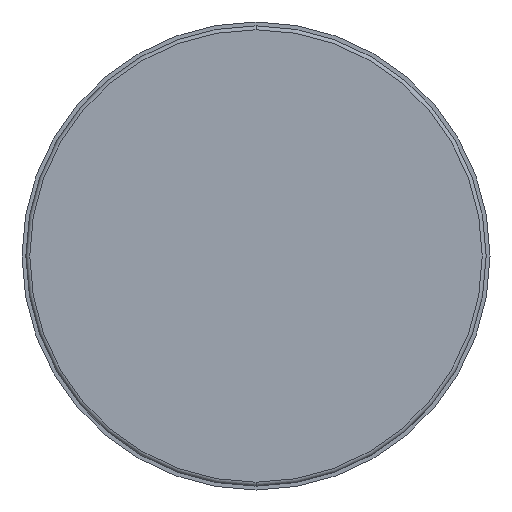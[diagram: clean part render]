
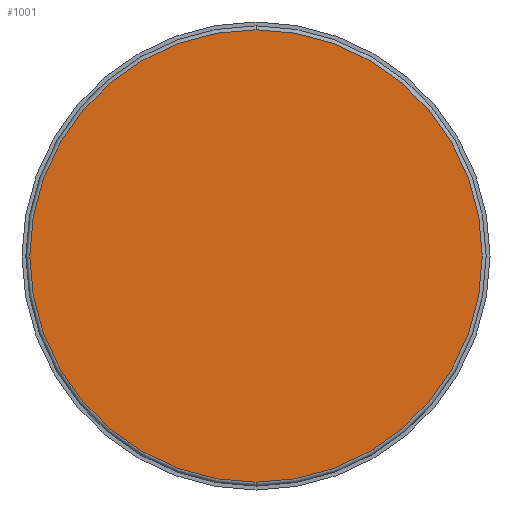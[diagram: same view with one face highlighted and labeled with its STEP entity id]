
A CAD part, front view. The second image highlights one B-rep face of the part: STEP entity #1001.
In plain terms, the highlighted planar face has unit normal (0, -1, 0).
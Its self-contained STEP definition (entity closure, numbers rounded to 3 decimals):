
#93 = CARTESIAN_POINT ( 'NONE',  ( 0., 0., 0. ) ) ;
#117 = DIRECTION ( 'NONE',  ( 0., 0., -1. ) ) ;
#164 = VERTEX_POINT ( 'NONE', #320 ) ;
#168 = CARTESIAN_POINT ( 'NONE',  ( 0., 0., -29. ) ) ;
#182 = DIRECTION ( 'NONE',  ( 0., -1., 0. ) ) ;
#277 = AXIS2_PLACEMENT_3D ( 'NONE', #594, #602, #117 ) ;
#320 = CARTESIAN_POINT ( 'NONE',  ( 0., 0., 29. ) ) ;
#366 = DIRECTION ( 'NONE',  ( 0., 0., -1. ) ) ;
#383 = CIRCLE ( 'NONE', #906, 29. ) ;
#415 = ORIENTED_EDGE ( 'NONE', *, *, #895, .T. ) ;
#469 = AXIS2_PLACEMENT_3D ( 'NONE', #484, #480, #951 ) ;
#472 = VERTEX_POINT ( 'NONE', #168 ) ;
#480 = DIRECTION ( 'NONE',  ( 0., -1., 0. ) ) ;
#484 = CARTESIAN_POINT ( 'NONE',  ( 0., 0., 0. ) ) ;
#498 = CIRCLE ( 'NONE', #469, 29. ) ;
#514 = FACE_OUTER_BOUND ( 'NONE', #966, .T. ) ;
#575 = ORIENTED_EDGE ( 'NONE', *, *, #946, .T. ) ;
#594 = CARTESIAN_POINT ( 'NONE',  ( 29.5, 0., 0. ) ) ;
#602 = DIRECTION ( 'NONE',  ( 0., -1., 0. ) ) ;
#895 = EDGE_CURVE ( 'NONE', #164, #472, #498, .T. ) ;
#904 = PLANE ( 'NONE',  #277 ) ;
#906 = AXIS2_PLACEMENT_3D ( 'NONE', #93, #182, #366 ) ;
#946 = EDGE_CURVE ( 'NONE', #472, #164, #383, .T. ) ;
#951 = DIRECTION ( 'NONE',  ( 0., 0., -1. ) ) ;
#966 = EDGE_LOOP ( 'NONE', ( #575, #415 ) ) ;
#1001 = ADVANCED_FACE ( 'NONE', ( #514 ), #904, .T. ) ;
